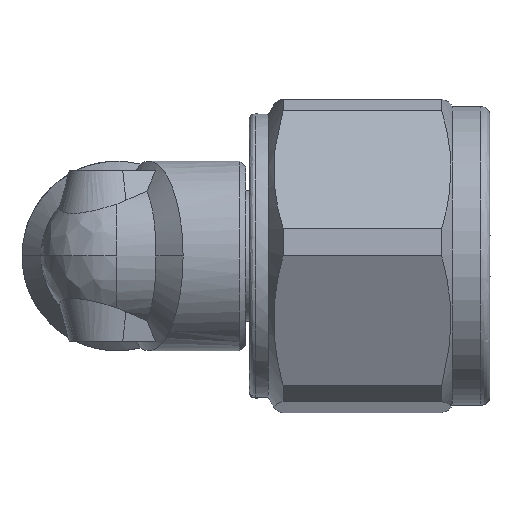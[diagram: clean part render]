
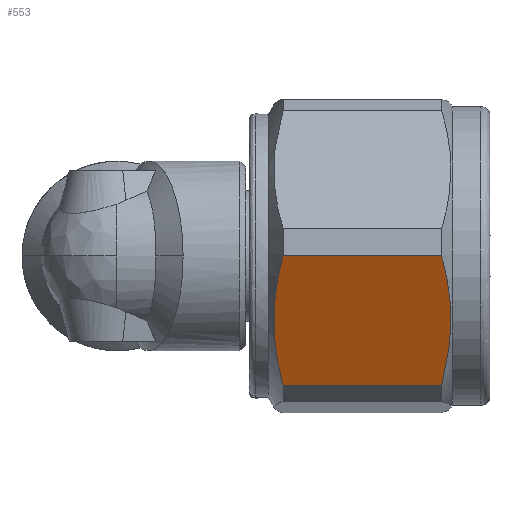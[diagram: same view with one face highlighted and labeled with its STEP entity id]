
A CAD part, left-side view. The second image highlights one B-rep face of the part: STEP entity #553.
In plain terms, the highlighted free-form (B-spline) face has degree [1, 1] with [2, 2] control points.
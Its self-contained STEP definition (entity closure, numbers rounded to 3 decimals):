
#110 = B_SPLINE_SURFACE_WITH_KNOTS ( 'NONE', 1, 1, ( 
 ( #839, #4389 ),
 ( #1703, #1750 ) ),
 .UNSPECIFIED., .F., .F., .F.,
 ( 2, 2 ),
 ( 2, 2 ),
 ( 0., 1. ),
 ( 0., 1. ),
 .UNSPECIFIED. ) ;
#142 = CARTESIAN_POINT ( 'NONE',  ( -8.161, -8.456, -1.454 ) ) ;
#182 = CARTESIAN_POINT ( 'NONE',  ( -8.064, -8.423, -1.66 ) ) ;
#516 = ORIENTED_EDGE ( 'NONE', *, *, #2124, .T. ) ;
#553 = ADVANCED_FACE ( 'NONE', ( #4370 ), #110, .T. ) ;
#637 = CARTESIAN_POINT ( 'NONE',  ( -6.894, -8.305, -4.136 ) ) ;
#818 = CARTESIAN_POINT ( 'NONE',  ( -7.572, -17.626, -2.7 ) ) ;
#839 = CARTESIAN_POINT ( 'NONE',  ( -5.616, -17.728, -6.839 ) ) ;
#871 = CARTESIAN_POINT ( 'NONE',  ( -8.033, -17.517, -1.725 ) ) ;
#1048 = CARTESIAN_POINT ( 'NONE',  ( -7.5, -8.299, -2.854 ) ) ;
#1087 = CARTESIAN_POINT ( 'NONE',  ( -6.536, -8.383, -4.893 ) ) ;
#1106 = CARTESIAN_POINT ( 'NONE',  ( -8.507, -8.594, -0.721 ) ) ;
#1255 = CARTESIAN_POINT ( 'NONE',  ( -7.811, -17.578, -2.196 ) ) ;
#1459 = CARTESIAN_POINT ( 'NONE',  ( -8.08, -8.428, -1.625 ) ) ;
#1521 = ORIENTED_EDGE ( 'NONE', *, *, #4951, .T. ) ;
#1657 = VERTEX_POINT ( 'NONE', #2641 ) ;
#1680 = CARTESIAN_POINT ( 'NONE',  ( -8.016, -17.523, -1.761 ) ) ;
#1698 = CARTESIAN_POINT ( 'NONE',  ( -7.103, -17.642, -3.693 ) ) ;
#1703 = CARTESIAN_POINT ( 'NONE',  ( -8.85, -17.728, 0.004 ) ) ;
#1718 = CARTESIAN_POINT ( 'NONE',  ( -6.41, -17.51, -5.16 ) ) ;
#1750 = CARTESIAN_POINT ( 'NONE',  ( -8.85, -8.203, 0.004 ) ) ;
#1775 = VERTEX_POINT ( 'NONE', #3250 ) ;
#1784 = EDGE_CURVE ( 'NONE', #3461, #1657, #5172, .T. ) ;
#2014 = CARTESIAN_POINT ( 'NONE',  ( -5.616, -8.779, -6.839 ) ) ;
#2054 = CARTESIAN_POINT ( 'NONE',  ( -5.893, -8.62, -6.255 ) ) ;
#2124 = EDGE_CURVE ( 'NONE', #1657, #2982, #4641, .T. ) ;
#2164 = CARTESIAN_POINT ( 'NONE',  ( -7.99, -17.53, -1.815 ) ) ;
#2180 = CARTESIAN_POINT ( 'NONE',  ( -8.042, -17.515, -1.705 ) ) ;
#2196 = ORIENTED_EDGE ( 'NONE', *, *, #4628, .T. ) ;
#2378 = CARTESIAN_POINT ( 'NONE',  ( -5.616, -8.779, -6.839 ) ) ;
#2403 = CARTESIAN_POINT ( 'NONE',  ( -8.711, -8.699, -0.289 ) ) ;
#2560 = CARTESIAN_POINT ( 'NONE',  ( -5.959, -17.337, -6.114 ) ) ;
#2614 = CARTESIAN_POINT ( 'NONE',  ( -8.307, -17.431, -1.145 ) ) ;
#2641 = CARTESIAN_POINT ( 'NONE',  ( -5.616, -8.779, -6.839 ) ) ;
#2815 = CARTESIAN_POINT ( 'NONE',  ( -8.275, -8.497, -1.212 ) ) ;
#2832 = CARTESIAN_POINT ( 'NONE',  ( -8.104, -8.436, -1.574 ) ) ;
#2982 = VERTEX_POINT ( 'NONE', #5413 ) ;
#3085 = CARTESIAN_POINT ( 'NONE',  ( -7.37, -17.642, -3.127 ) ) ;
#3250 = CARTESIAN_POINT ( 'NONE',  ( -8.85, -17.152, 0.004 ) ) ;
#3286 = CARTESIAN_POINT ( 'NONE',  ( -7.772, -8.342, -2.277 ) ) ;
#3327 = CARTESIAN_POINT ( 'NONE',  ( -8.85, -8.779, 0.004 ) ) ;
#3347 = CARTESIAN_POINT ( 'NONE',  ( -8.85, -17.152, 0.004 ) ) ;
#3461 = VERTEX_POINT ( 'NONE', #4376 ) ;
#3471 = CARTESIAN_POINT ( 'NONE',  ( -6.45, -8.408, -5.074 ) ) ;
#3490 = CARTESIAN_POINT ( 'NONE',  ( -5.755, -17.232, -6.546 ) ) ;
#3528 = CARTESIAN_POINT ( 'NONE',  ( -5.616, -17.152, -6.839 ) ) ;
#3553 = B_SPLINE_CURVE_WITH_KNOTS ( 'NONE', 1,
 ( #3347, #3327 ),
 .UNSPECIFIED., .F., .F.,
 ( 2, 2 ),
 ( 0., 1. ),
 .UNSPECIFIED. ) ;
#3684 = CARTESIAN_POINT ( 'NONE',  ( -8.056, -8.421, -1.675 ) ) ;
#3726 = EDGE_LOOP ( 'NONE', ( #2196, #1521, #4262, #516 ) ) ;
#3814 = CARTESIAN_POINT ( 'NONE',  ( -6.433, -8.414, -5.111 ) ) ;
#3903 = CARTESIAN_POINT ( 'NONE',  ( -6.403, -17.508, -5.176 ) ) ;
#3960 = CARTESIAN_POINT ( 'NONE',  ( -6.694, -17.589, -4.559 ) ) ;
#4092 = CARTESIAN_POINT ( 'NONE',  ( -7.363, -8.288, -3.142 ) ) ;
#4133 = CARTESIAN_POINT ( 'NONE',  ( -8.85, -8.779, 0.004 ) ) ;
#4262 = ORIENTED_EDGE ( 'NONE', *, *, #1784, .T. ) ;
#4370 = FACE_OUTER_BOUND ( 'NONE', #3726, .T. ) ;
#4376 = CARTESIAN_POINT ( 'NONE',  ( -8.85, -8.779, 0.004 ) ) ;
#4389 = CARTESIAN_POINT ( 'NONE',  ( -5.616, -8.203, -6.839 ) ) ;
#4581 = CARTESIAN_POINT ( 'NONE',  ( -7.096, -8.289, -3.708 ) ) ;
#4628 = EDGE_CURVE ( 'NONE', #2982, #1775, #5330, .T. ) ;
#4641 = B_SPLINE_CURVE_WITH_KNOTS ( 'NONE', 1,
 ( #2378, #5084 ),
 .UNSPECIFIED., .F., .F.,
 ( 2, 2 ),
 ( 0., 1. ),
 .UNSPECIFIED. ) ;
#4655 = CARTESIAN_POINT ( 'NONE',  ( -7.91, -8.375, -1.986 ) ) ;
#4694 = CARTESIAN_POINT ( 'NONE',  ( -6.424, -8.416, -5.13 ) ) ;
#4733 = CARTESIAN_POINT ( 'NONE',  ( -6.159, -8.5, -5.691 ) ) ;
#4808 = CARTESIAN_POINT ( 'NONE',  ( -8.85, -17.152, 0.004 ) ) ;
#4831 = CARTESIAN_POINT ( 'NONE',  ( -7.93, -17.548, -1.942 ) ) ;
#4849 = CARTESIAN_POINT ( 'NONE',  ( -6.557, -17.556, -4.849 ) ) ;
#4869 = CARTESIAN_POINT ( 'NONE',  ( -6.305, -17.475, -5.381 ) ) ;
#4951 = EDGE_CURVE ( 'NONE', #1775, #3461, #3553, .T. ) ;
#5028 = CARTESIAN_POINT ( 'NONE',  ( -6.656, -8.353, -4.64 ) ) ;
#5084 = CARTESIAN_POINT ( 'NONE',  ( -5.616, -17.152, -6.839 ) ) ;
#5172 = B_SPLINE_CURVE_WITH_KNOTS ( 'NONE', 3,
 ( #4133, #2403, #1106, #2815, #142, #2832, #1459, #182, #3684, #4655, #3286, #1048, #4092, #4581, #637, #5028, #1087, #5641, #3471, #3814, #4694, #4733, #2054, #2014 ),
 .UNSPECIFIED., .F., .F.,
 ( 4, 1, 1, 1, 1, 2, 2, 2, 2, 1, 1, 1, 1, 2, 2, 4 ),
 ( 0., 0.125, 0.188, 0.219, 0.234, 0.242, 0.25, 0.375, 0.5, 0.625, 0.688, 0.719, 0.734, 0.742, 0.75, 1. ),
 .UNSPECIFIED. ) ;
#5270 = CARTESIAN_POINT ( 'NONE',  ( -6.191, -17.434, -5.623 ) ) ;
#5287 = CARTESIAN_POINT ( 'NONE',  ( -8.574, -17.311, -0.581 ) ) ;
#5302 = CARTESIAN_POINT ( 'NONE',  ( -6.386, -17.503, -5.21 ) ) ;
#5330 = B_SPLINE_CURVE_WITH_KNOTS ( 'NONE', 3,
 ( #3528, #3490, #2560, #5270, #4869, #5700, #5302, #3903, #1718, #4849, #3960, #5713, #1698, #3085, #818, #1255, #4831, #2164, #1680, #871, #2180, #2614, #5287, #4808 ),
 .UNSPECIFIED., .F., .F.,
 ( 4, 1, 1, 1, 1, 2, 2, 2, 2, 1, 1, 1, 1, 2, 2, 4 ),
 ( 0., 0.125, 0.188, 0.219, 0.234, 0.242, 0.25, 0.375, 0.5, 0.625, 0.688, 0.719, 0.734, 0.742, 0.75, 1. ),
 .UNSPECIFIED. ) ;
#5413 = CARTESIAN_POINT ( 'NONE',  ( -5.616, -17.152, -6.839 ) ) ;
#5641 = CARTESIAN_POINT ( 'NONE',  ( -6.476, -8.401, -5.02 ) ) ;
#5700 = CARTESIAN_POINT ( 'NONE',  ( -6.362, -17.495, -5.261 ) ) ;
#5713 = CARTESIAN_POINT ( 'NONE',  ( -6.967, -17.632, -3.982 ) ) ;
